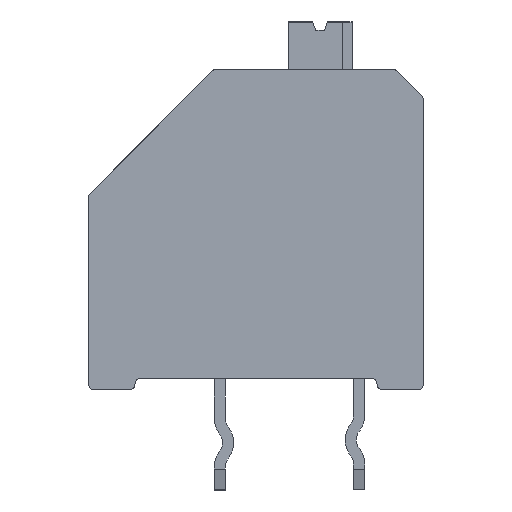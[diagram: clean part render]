
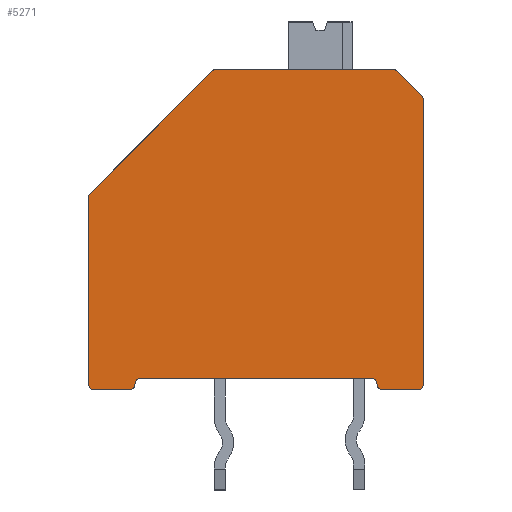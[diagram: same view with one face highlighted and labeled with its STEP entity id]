
A CAD part, front view. The second image highlights one B-rep face of the part: STEP entity #5271.
In plain terms, the highlighted planar face has unit normal (0, -1, 0).
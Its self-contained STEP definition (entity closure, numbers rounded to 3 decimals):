
#231=CIRCLE('',#5463,0.17);
#232=CIRCLE('',#5465,0.17);
#233=CIRCLE('',#5468,0.17);
#234=CIRCLE('',#5471,0.17);
#235=CIRCLE('',#5473,0.17);
#238=CIRCLE('',#5479,0.17);
#251=CIRCLE('',#5517,0.17);
#252=CIRCLE('',#5525,0.17);
#255=CIRCLE('',#5531,0.17);
#260=CIRCLE('',#5548,0.17);
#651=ORIENTED_EDGE('',*,*,#1524,.F.);
#652=ORIENTED_EDGE('',*,*,#1536,.T.);
#653=ORIENTED_EDGE('',*,*,#1556,.T.);
#654=ORIENTED_EDGE('',*,*,#1544,.F.);
#655=ORIENTED_EDGE('',*,*,#1633,.T.);
#656=ORIENTED_EDGE('',*,*,#1636,.F.);
#657=ORIENTED_EDGE('',*,*,#1635,.T.);
#658=ORIENTED_EDGE('',*,*,#1540,.T.);
#659=ORIENTED_EDGE('',*,*,#1533,.F.);
#660=ORIENTED_EDGE('',*,*,#1618,.T.);
#661=ORIENTED_EDGE('',*,*,#1619,.T.);
#662=ORIENTED_EDGE('',*,*,#1527,.T.);
#663=ORIENTED_EDGE('',*,*,#1545,.F.);
#664=ORIENTED_EDGE('',*,*,#1530,.T.);
#665=ORIENTED_EDGE('',*,*,#1659,.F.);
#666=ORIENTED_EDGE('',*,*,#1664,.T.);
#667=ORIENTED_EDGE('',*,*,#1621,.F.);
#668=ORIENTED_EDGE('',*,*,#1641,.T.);
#669=ORIENTED_EDGE('',*,*,#1594,.T.);
#670=ORIENTED_EDGE('',*,*,#1550,.T.);
#1524=EDGE_CURVE('',#2081,#2082,#2443,.T.);
#1527=EDGE_CURVE('',#2084,#2083,#231,.T.);
#1530=EDGE_CURVE('',#2086,#2085,#232,.T.);
#1533=EDGE_CURVE('',#2087,#2088,#2450,.T.);
#1536=EDGE_CURVE('',#2081,#2089,#233,.T.);
#1540=EDGE_CURVE('',#2092,#2088,#234,.T.);
#1544=EDGE_CURVE('',#2094,#2093,#235,.T.);
#1545=EDGE_CURVE('',#2086,#2083,#2459,.T.);
#1550=EDGE_CURVE('',#2099,#2082,#238,.T.);
#1556=EDGE_CURVE('',#2089,#2093,#2465,.T.);
#1594=EDGE_CURVE('',#2132,#2099,#2496,.T.);
#1618=EDGE_CURVE('',#2087,#2148,#251,.T.);
#1619=EDGE_CURVE('',#2148,#2084,#2509,.T.);
#1621=EDGE_CURVE('',#2149,#2150,#2511,.T.);
#1633=EDGE_CURVE('',#2094,#2156,#2523,.T.);
#1635=EDGE_CURVE('',#2157,#2092,#2525,.T.);
#1636=EDGE_CURVE('',#2157,#2156,#252,.T.);
#1641=EDGE_CURVE('',#2149,#2132,#255,.T.);
#1659=EDGE_CURVE('',#2165,#2085,#2539,.T.);
#1664=EDGE_CURVE('',#2165,#2150,#260,.T.);
#2081=VERTEX_POINT('',#7118);
#2082=VERTEX_POINT('',#7120);
#2083=VERTEX_POINT('',#7124);
#2084=VERTEX_POINT('',#7126);
#2085=VERTEX_POINT('',#7130);
#2086=VERTEX_POINT('',#7132);
#2087=VERTEX_POINT('',#7136);
#2088=VERTEX_POINT('',#7138);
#2089=VERTEX_POINT('',#7142);
#2092=VERTEX_POINT('',#7152);
#2093=VERTEX_POINT('',#7156);
#2094=VERTEX_POINT('',#7158);
#2099=VERTEX_POINT('',#7173);
#2132=VERTEX_POINT('',#7263);
#2148=VERTEX_POINT('',#7332);
#2149=VERTEX_POINT('',#7338);
#2150=VERTEX_POINT('',#7340);
#2156=VERTEX_POINT('',#7360);
#2157=VERTEX_POINT('',#7364);
#2165=VERTEX_POINT('',#7409);
#2443=LINE('',#7119,#2817);
#2450=LINE('',#7137,#2824);
#2459=LINE('',#7161,#2833);
#2465=LINE('',#7185,#2839);
#2496=LINE('',#7262,#2870);
#2509=LINE('',#7335,#2883);
#2511=LINE('',#7339,#2885);
#2523=LINE('',#7361,#2897);
#2525=LINE('',#7365,#2899);
#2539=LINE('',#7410,#2913);
#2817=VECTOR('',#5908,1000.);
#2824=VECTOR('',#5925,1000.);
#2833=VECTOR('',#5950,1000.);
#2839=VECTOR('',#5974,1000.);
#2870=VECTOR('',#6041,1000.);
#2883=VECTOR('',#6088,1000.);
#2885=VECTOR('',#6092,1000.);
#2897=VECTOR('',#6110,1000.);
#2899=VECTOR('',#6114,1000.);
#2913=VECTOR('',#6174,1000.);
#3227=EDGE_LOOP('',(#651,#652,#653,#654,#655,#656,#657,#658,#659,#660,#661,
#662,#663,#664,#665,#666,#667,#668,#669,#670));
#3451=FACE_BOUND('',#3227,.T.);
#3653=PLANE('',#5547);
#5271=ADVANCED_FACE('',(#3451),#3653,.T.);
#5463=AXIS2_PLACEMENT_3D('',#7125,#5913,#5914);
#5465=AXIS2_PLACEMENT_3D('',#7131,#5919,#5920);
#5468=AXIS2_PLACEMENT_3D('',#7143,#5930,#5931);
#5471=AXIS2_PLACEMENT_3D('',#7151,#5939,#5940);
#5473=AXIS2_PLACEMENT_3D('',#7159,#5946,#5947);
#5479=AXIS2_PLACEMENT_3D('',#7172,#5961,#5962);
#5517=AXIS2_PLACEMENT_3D('',#7333,#6084,#6085);
#5525=AXIS2_PLACEMENT_3D('',#7367,#6117,#6118);
#5531=AXIS2_PLACEMENT_3D('',#7375,#6131,#6132);
#5547=AXIS2_PLACEMENT_3D('',#7417,#6179,#6180);
#5548=AXIS2_PLACEMENT_3D('',#7418,#6181,#6182);
#5908=DIRECTION('',(-1.,0.,0.));
#5913=DIRECTION('',(0.,-1.,0.));
#5914=DIRECTION('',(0.,0.,-1.));
#5919=DIRECTION('',(0.,-1.,0.));
#5920=DIRECTION('',(0.,0.,-1.));
#5925=DIRECTION('',(-1.,0.,0.));
#5930=DIRECTION('',(0.,-1.,0.));
#5931=DIRECTION('',(0.,0.,-1.));
#5939=DIRECTION('',(0.,-1.,0.));
#5940=DIRECTION('',(0.,0.,-1.));
#5946=DIRECTION('',(0.,-1.,0.));
#5947=DIRECTION('',(0.,0.,-1.));
#5950=DIRECTION('',(0.707,0.,-0.707));
#5961=DIRECTION('',(0.,-1.,0.));
#5962=DIRECTION('',(0.,0.,-1.));
#5974=DIRECTION('',(0.259,0.,0.966));
#6041=DIRECTION('',(0.,0.,-1.));
#6084=DIRECTION('',(0.,-1.,0.));
#6085=DIRECTION('',(0.,0.,-1.));
#6088=DIRECTION('',(0.,0.,1.));
#6092=DIRECTION('',(0.707,0.,0.707));
#6110=DIRECTION('',(1.,0.,0.));
#6114=DIRECTION('',(0.259,0.,-0.966));
#6117=DIRECTION('',(0.,-1.,0.));
#6118=DIRECTION('',(0.,0.,-1.));
#6131=DIRECTION('',(0.,-1.,0.));
#6132=DIRECTION('',(0.,0.,-1.));
#6174=DIRECTION('',(1.,0.,0.));
#6179=DIRECTION('',(0.,-1.,0.));
#6180=DIRECTION('',(0.,0.,-1.));
#6181=DIRECTION('',(0.,-1.,0.));
#6182=DIRECTION('',(0.,0.,-1.));
#7118=CARTESIAN_POINT('',(1.47,-5.31,-0.17));
#7119=CARTESIAN_POINT('',(6.,-5.31,-0.17));
#7120=CARTESIAN_POINT('',(0.17,-5.31,-0.17));
#7124=CARTESIAN_POINT('',(11.95,-5.31,10.38));
#7125=CARTESIAN_POINT('',(11.83,-5.31,10.26));
#7126=CARTESIAN_POINT('',(12.,-5.31,10.26));
#7130=CARTESIAN_POINT('',(10.93,-5.31,11.33));
#7131=CARTESIAN_POINT('',(10.93,-5.31,11.16));
#7132=CARTESIAN_POINT('',(11.05,-5.31,11.28));
#7136=CARTESIAN_POINT('',(11.83,-5.31,-0.17));
#7137=CARTESIAN_POINT('',(6.,-5.31,-0.17));
#7138=CARTESIAN_POINT('',(10.53,-5.31,-0.17));
#7142=CARTESIAN_POINT('',(1.634,-5.31,-0.044));
#7143=CARTESIAN_POINT('',(1.47,-5.31,0.));
#7151=CARTESIAN_POINT('',(10.53,-5.31,0.));
#7152=CARTESIAN_POINT('',(10.366,-5.31,-0.044));
#7156=CARTESIAN_POINT('',(1.673,-5.31,0.104));
#7158=CARTESIAN_POINT('',(1.838,-5.31,0.23));
#7159=CARTESIAN_POINT('',(1.838,-5.31,0.06));
#7161=CARTESIAN_POINT('',(11.5,-5.31,10.83));
#7172=CARTESIAN_POINT('',(0.17,-5.31,0.));
#7173=CARTESIAN_POINT('',(0.,-5.31,0.));
#7185=CARTESIAN_POINT('',(1.707,-5.31,0.23));
#7262=CARTESIAN_POINT('',(0.,-5.31,13.03));
#7263=CARTESIAN_POINT('',(0.,-5.31,6.76));
#7332=CARTESIAN_POINT('',(12.,-5.31,0.));
#7333=CARTESIAN_POINT('',(11.83,-5.31,0.));
#7335=CARTESIAN_POINT('',(12.,-5.31,-3.77));
#7338=CARTESIAN_POINT('',(0.05,-5.31,6.88));
#7339=CARTESIAN_POINT('',(1.847,-5.31,8.677));
#7340=CARTESIAN_POINT('',(4.45,-5.31,11.28));
#7360=CARTESIAN_POINT('',(10.162,-5.31,0.23));
#7361=CARTESIAN_POINT('',(10.493,-5.31,0.23));
#7364=CARTESIAN_POINT('',(10.327,-5.31,0.104));
#7365=CARTESIAN_POINT('',(10.774,-5.31,-1.566));
#7367=CARTESIAN_POINT('',(10.162,-5.31,0.06));
#7375=CARTESIAN_POINT('',(0.17,-5.31,6.76));
#7409=CARTESIAN_POINT('',(4.57,-5.31,11.33));
#7410=CARTESIAN_POINT('',(4.5,-5.31,11.33));
#7417=CARTESIAN_POINT('',(0.,-5.31,0.));
#7418=CARTESIAN_POINT('',(4.57,-5.31,11.16));
